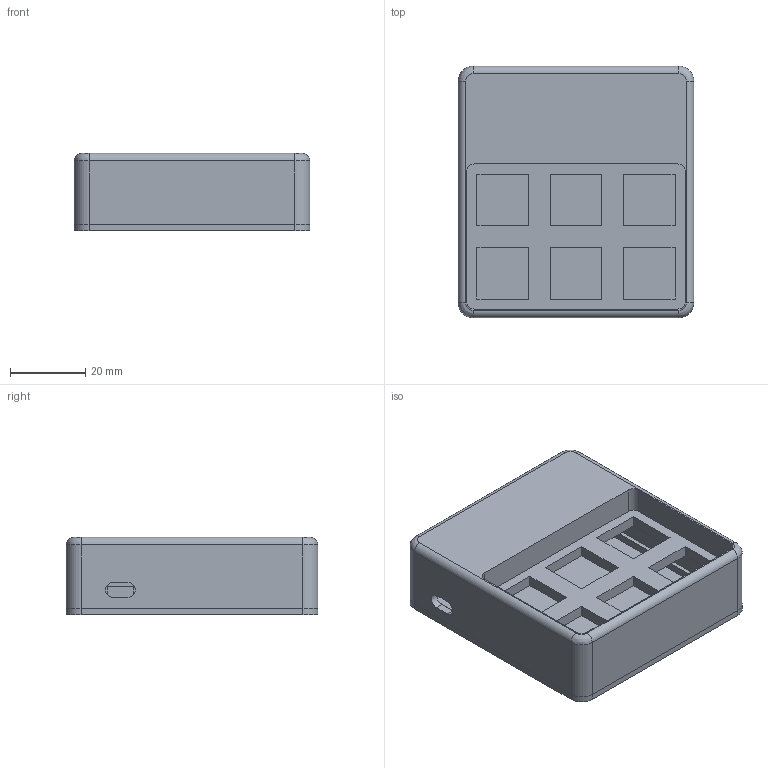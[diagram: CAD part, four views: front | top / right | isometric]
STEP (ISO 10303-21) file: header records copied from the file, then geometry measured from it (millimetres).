
FILE_DESCRIPTION(/* description */ (''),/* implementation_level */ '2;1');
FILE_NAME(/* name */ 'streamdeck 3by2 MX optimized discover v3.step',/* time_stamp */ '2021-09-06T22:36:47+02:00',/* author */ (''),/* organization */ (''),/* preprocessor_version */ 'ST-DEVELOPER v18.1',/* originating_system */ 'Autodesk Translation Framework v10.10.0.1391',/* authorisation */ '');
FILE_SCHEMA (('AUTOMOTIVE_DESIGN { 1 0 10303 214 3 1 1 }'));
Length unit declared in the file: millimetre
Products named in the file (1): streamdeck 3by2 MX optimized discover
Bounding box: 62.8 x 67.06 x 20.6 mm (x, y, z)
Volume: 34714.4 mm3; surface area: 25414.1 mm2
Topology: 2 solids, 2 shells, 121 faces, 328 edges, 216 vertices
Faces by surface type: plane 81, cylinder 36, bspline 4
Entity records: 3877 total; most frequent: CARTESIAN_POINT 698, ORIENTED_EDGE 656, DIRECTION 640, EDGE_CURVE 328, LINE 252, VECTOR 252, VERTEX_POINT 216, AXIS2_PLACEMENT_3D 194
